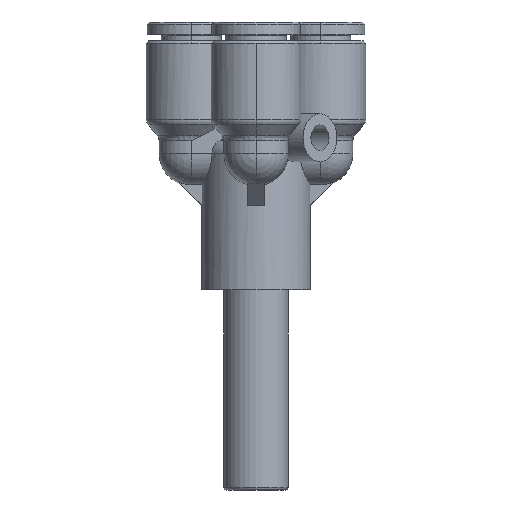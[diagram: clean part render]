
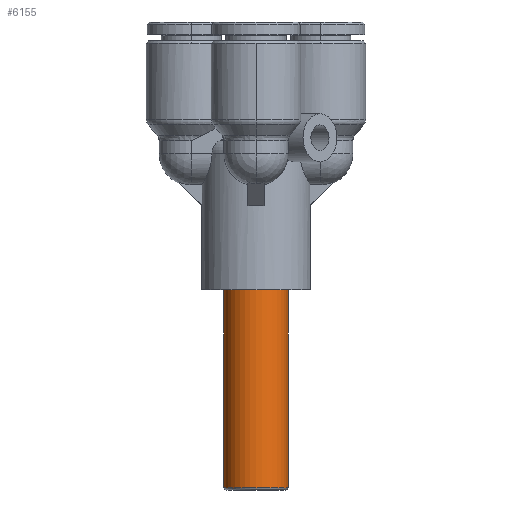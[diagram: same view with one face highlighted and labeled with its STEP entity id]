
A CAD part, front view. The second image highlights one B-rep face of the part: STEP entity #6155.
In plain terms, the highlighted cylindrical face has radius 4 mm (diameter 8 mm), a partial arc.
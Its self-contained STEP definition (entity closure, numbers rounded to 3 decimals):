
#6114=CARTESIAN_POINT('',(32.368,0.,-21.976));
#6115=DIRECTION('',(-1.0,0.,0.));
#6116=DIRECTION('',(0.0,0.0,-1.0));
#6117=AXIS2_PLACEMENT_3D('',#6114,#6115,#6116);
#6118=CYLINDRICAL_SURFACE('',#6117,4.0);
#6119=CARTESIAN_POINT('',(44.568,0.,-25.976));
#6120=VERTEX_POINT('',#6119);
#6121=CARTESIAN_POINT('',(19.868,0.,-25.976));
#6122=VERTEX_POINT('',#6121);
#6123=CARTESIAN_POINT('',(44.568,0.,-25.976));
#6124=DIRECTION('',(-1.0,0.0,0.0));
#6125=VECTOR('',#6124,24.7);
#6126=LINE('',#6123,#6125);
#6127=EDGE_CURVE('',#6120,#6122,#6126,.T.);
#6128=ORIENTED_EDGE('',*,*,#6127,.F.);
#6129=CARTESIAN_POINT('',(44.568,0.,-17.976));
#6130=VERTEX_POINT('',#6129);
#6131=CARTESIAN_POINT('',(44.568,0.,-21.976));
#6132=DIRECTION('',(1.0,0.0,0.0));
#6133=DIRECTION('',(0.0,0.0,1.0));
#6134=AXIS2_PLACEMENT_3D('',#6131,#6132,#6133);
#6135=CIRCLE('',#6134,4.0);
#6136=EDGE_CURVE('',#6130,#6120,#6135,.T.);
#6137=ORIENTED_EDGE('',*,*,#6136,.F.);
#6138=CARTESIAN_POINT('',(19.868,0.,-17.976));
#6139=VERTEX_POINT('',#6138);
#6140=CARTESIAN_POINT('',(19.868,0.,-17.976));
#6141=DIRECTION('',(1.0,0.0,0.0));
#6142=VECTOR('',#6141,24.7);
#6143=LINE('',#6140,#6142);
#6144=EDGE_CURVE('',#6139,#6130,#6143,.T.);
#6145=ORIENTED_EDGE('',*,*,#6144,.F.);
#6146=CARTESIAN_POINT('',(19.868,0.,-21.976));
#6147=DIRECTION('',(-1.0,0.0,0.0));
#6148=DIRECTION('',(0.0,0.0,-1.0));
#6149=AXIS2_PLACEMENT_3D('',#6146,#6147,#6148);
#6150=CIRCLE('',#6149,4.0);
#6151=EDGE_CURVE('',#6122,#6139,#6150,.T.);
#6152=ORIENTED_EDGE('',*,*,#6151,.F.);
#6153=EDGE_LOOP('',(#6128,#6137,#6145,#6152));
#6154=FACE_OUTER_BOUND('',#6153,.T.);
#6155=ADVANCED_FACE('',(#6154),#6118,.T.);
